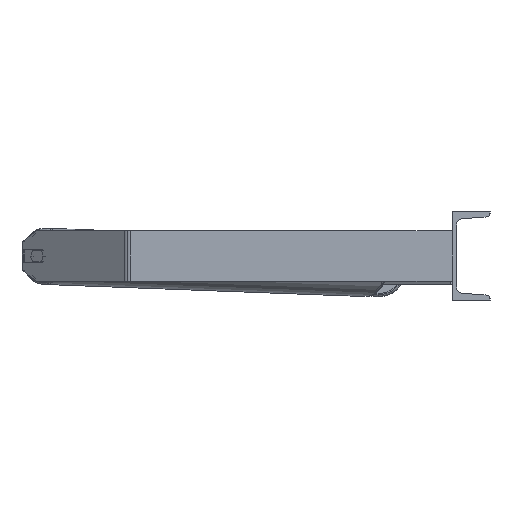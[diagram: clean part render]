
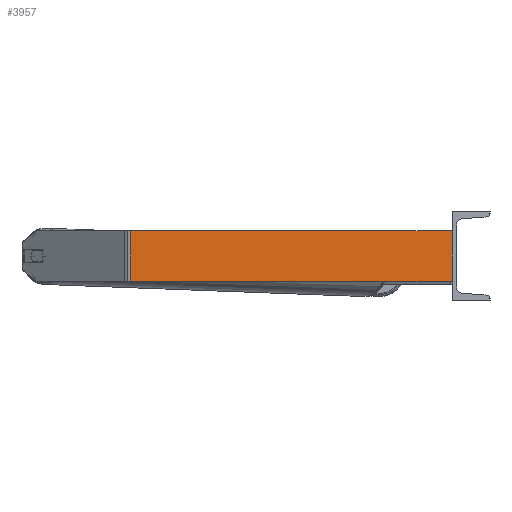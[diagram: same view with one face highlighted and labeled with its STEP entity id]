
A CAD part, left-side view. The second image highlights one B-rep face of the part: STEP entity #3957.
In plain terms, the highlighted planar face has unit normal (-1, 0, 0).
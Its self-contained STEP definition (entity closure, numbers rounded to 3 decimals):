
#31 = VECTOR ( 'NONE', #5243, 1000. ) ;
#71 = VECTOR ( 'NONE', #4836, 1000. ) ;
#413 = CARTESIAN_POINT ( 'NONE',  ( -1185., 508.16, 40. ) ) ;
#432 = CARTESIAN_POINT ( 'NONE',  ( -1185., 0., 40. ) ) ;
#585 = CARTESIAN_POINT ( 'NONE',  ( -1185., 0., 40. ) ) ;
#751 = EDGE_CURVE ( 'NONE', #4829, #4881, #8798, .T. ) ;
#892 = PLANE ( 'NONE',  #3852 ) ;
#1636 = DIRECTION ( 'NONE',  ( 1., 0., 0. ) ) ;
#1678 = VERTEX_POINT ( 'NONE', #8297 ) ;
#1715 = DIRECTION ( 'NONE',  ( 0., 0., -1. ) ) ;
#2360 = ORIENTED_EDGE ( 'NONE', *, *, #751, .F. ) ;
#2404 = CARTESIAN_POINT ( 'NONE',  ( -1185., 508.16, 40. ) ) ;
#3002 = CARTESIAN_POINT ( 'NONE',  ( -1185., 513.984, 40. ) ) ;
#3165 = LINE ( 'NONE', #413, #7895 ) ;
#3430 = LINE ( 'NONE', #8904, #71 ) ;
#3725 = FACE_OUTER_BOUND ( 'NONE', #8038, .T. ) ;
#3803 = CARTESIAN_POINT ( 'NONE',  ( -1185., 513.984, 40. ) ) ;
#3852 = AXIS2_PLACEMENT_3D ( 'NONE', #3002, #1636, #6525 ) ;
#3957 = ADVANCED_FACE ( 'NONE', ( #3725 ), #892, .F. ) ;
#4135 = EDGE_CURVE ( 'NONE', #4964, #4829, #7290, .T. ) ;
#4136 = EDGE_CURVE ( 'NONE', #4964, #1678, #3165, .T. ) ;
#4516 = ORIENTED_EDGE ( 'NONE', *, *, #8921, .T. ) ;
#4829 = VERTEX_POINT ( 'NONE', #585 ) ;
#4836 = DIRECTION ( 'NONE',  ( 0., -1., 0. ) ) ;
#4881 = VERTEX_POINT ( 'NONE', #8349 ) ;
#4964 = VERTEX_POINT ( 'NONE', #2404 ) ;
#5140 = ORIENTED_EDGE ( 'NONE', *, *, #4135, .F. ) ;
#5243 = DIRECTION ( 'NONE',  ( 0., 0., -1. ) ) ;
#5822 = ORIENTED_EDGE ( 'NONE', *, *, #4136, .T. ) ;
#6057 = VECTOR ( 'NONE', #7913, 1000. ) ;
#6525 = DIRECTION ( 'NONE',  ( 0., 0., -1. ) ) ;
#7290 = LINE ( 'NONE', #3803, #6057 ) ;
#7895 = VECTOR ( 'NONE', #1715, 1000. ) ;
#7913 = DIRECTION ( 'NONE',  ( 0., -1., 0. ) ) ;
#8038 = EDGE_LOOP ( 'NONE', ( #4516, #2360, #5140, #5822 ) ) ;
#8297 = CARTESIAN_POINT ( 'NONE',  ( -1185., 508.16, -40. ) ) ;
#8349 = CARTESIAN_POINT ( 'NONE',  ( -1185., 0., -40. ) ) ;
#8798 = LINE ( 'NONE', #432, #31 ) ;
#8904 = CARTESIAN_POINT ( 'NONE',  ( -1185., 513.984, -40. ) ) ;
#8921 = EDGE_CURVE ( 'NONE', #1678, #4881, #3430, .T. ) ;
